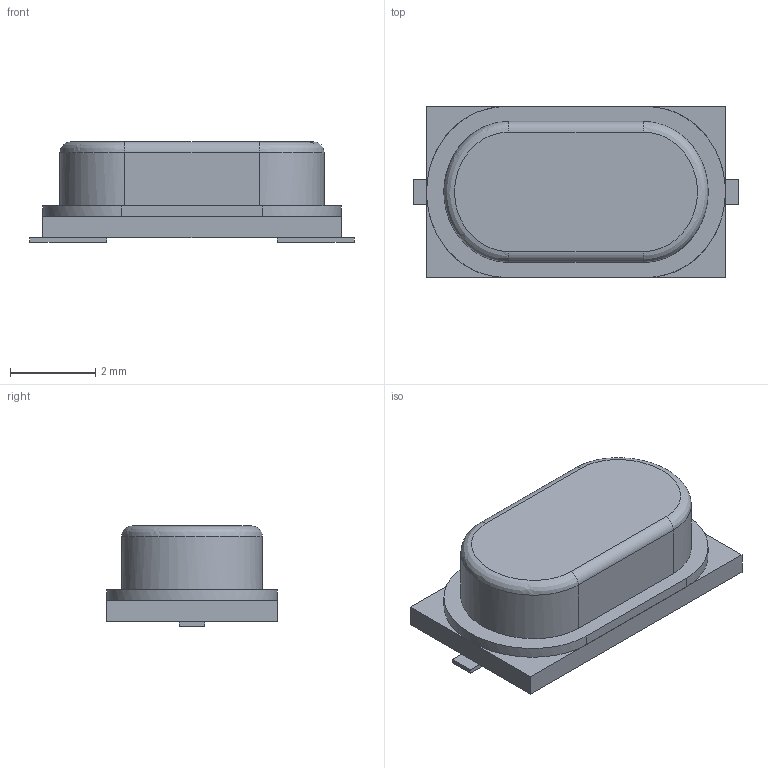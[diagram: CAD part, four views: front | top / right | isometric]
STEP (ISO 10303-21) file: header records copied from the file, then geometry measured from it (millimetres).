
FILE_DESCRIPTION(/* description */ (''),/* implementation_level */ '2;1');
FILE_NAME(/* name */ 'crystal_2p.stp',/* time_stamp */ '2024-01-06T18:43:02+01:00',/* author */ (''),/* organization */ (''),/* preprocessor_version */ 'ST-DEVELOPER v15.2',/* originating_system */ 'Autodesk Translator Framework v2.0.0.5431',/* authorisation */ '');
FILE_SCHEMA (('AUTOMOTIVE_DESIGN { 1 0 10303 214 3 1 1 }'));
Length unit declared in the file: centimetre
Products named in the file (1): crystal_2p
Bounding box: 7.6 x 4 x 2.35 mm (x, y, z)
Volume: 47.6 mm3; surface area: 149.2 mm2
Topology: 4 solids, 4 shells, 33 faces, 68 edges, 44 vertices
Faces by surface type: plane 25, bspline 6, cylinder 2
Entity records: 1009 total; most frequent: CARTESIAN_POINT 295, ORIENTED_EDGE 136, DIRECTION 130, EDGE_CURVE 68, LINE 54, VECTOR 54, VERTEX_POINT 44, AXIS2_PLACEMENT_3D 38
